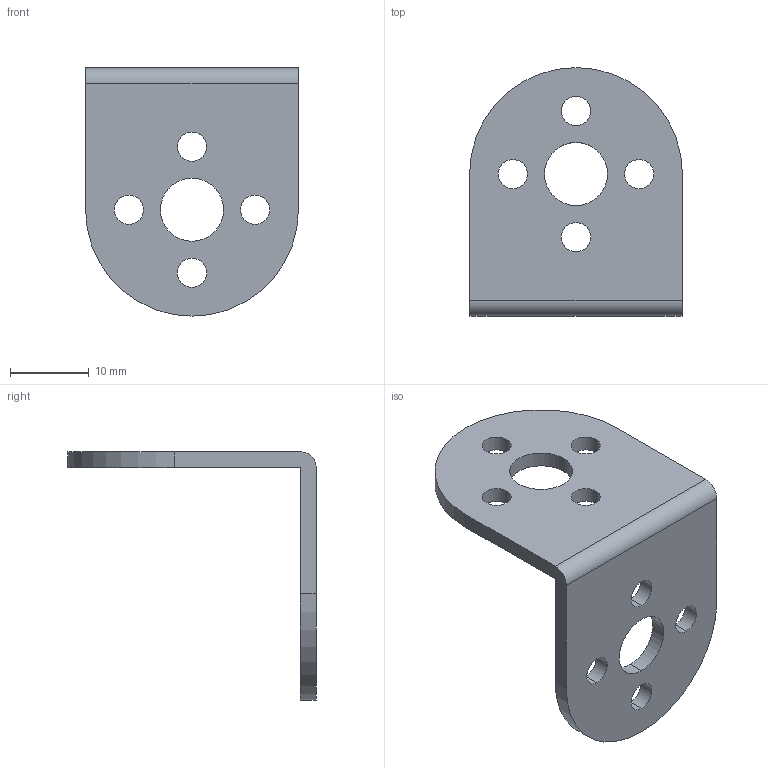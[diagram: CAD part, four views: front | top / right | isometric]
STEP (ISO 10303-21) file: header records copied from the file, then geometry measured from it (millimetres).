
FILE_DESCRIPTION (( 'STEP AP214' ), '1' );
FILE_NAME ('39062_TXM-LBrackets.STEP', '2017-01-16T14:19:25', ( '' ), ( '' ), 'SwSTEP 2.0', 'SolidWorks 2016', '' );
FILE_SCHEMA (( 'AUTOMOTIVE_DESIGN' ));
Length unit declared in the file: millimetre
Products named in the file (2): 39062_TXM-LBrackets
Bounding box: 27 x 31.5 x 31.5 mm (x, y, z)
Volume: 2584.8 mm3; surface area: 3175.3 mm2
Topology: 1 solids, 1 shells, 31 faces, 87 edges, 58 vertices
Faces by surface type: cylinder 25, plane 6
Entity records: 1120 total; most frequent: DIRECTION 203, CARTESIAN_POINT 178, ORIENTED_EDGE 174, EDGE_CURVE 87, AXIS2_PLACEMENT_3D 83, VERTEX_POINT 58, EDGE_LOOP 51, CIRCLE 50
